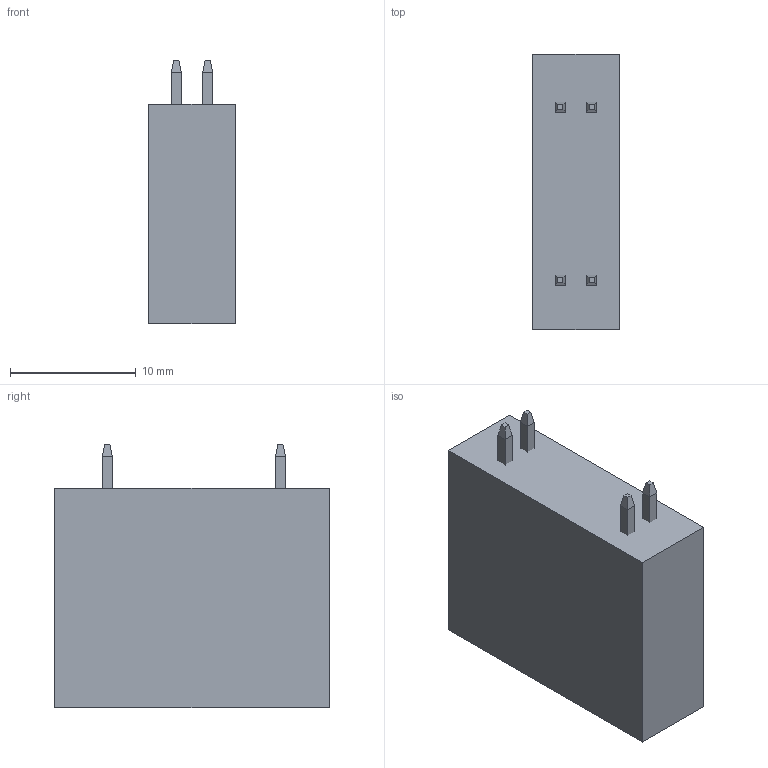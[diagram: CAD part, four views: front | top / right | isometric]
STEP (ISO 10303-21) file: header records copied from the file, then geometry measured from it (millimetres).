
FILE_DESCRIPTION(/* description */ (''),/* implementation_level */ '2;1');
FILE_NAME(/* name */ 'DB2EVH-2.5-2-2P-GN.stp',/* time_stamp */ '2023-05-23T12:50:48-07:00',/* author */ ('torba'),/* organization */ (''),/* preprocessor_version */ 'ST-DEVELOPER v19.2',/* originating_system */ 'Autodesk Inventor 2024',/* authorisation */ '');
FILE_SCHEMA (('AUTOMOTIVE_DESIGN { 1 0 10303 214 3 1 1 }'));
Length unit declared in the file: millimetre
Products named in the file (1): DB2EVH-2.5-2-2P-GN
Bounding box: 6.9 x 21.9 x 21 mm (x, y, z)
Volume: 2155.9 mm3; surface area: 2026.3 mm2
Topology: 5 solids, 5 shells, 76 faces, 160 edges, 97 vertices
Faces by surface type: plane 76
Entity records: 2092 total; most frequent: CARTESIAN_POINT 334, ORIENTED_EDGE 320, DIRECTION 314, LINE 160, VECTOR 160, EDGE_CURVE 160, VERTEX_POINT 96, STYLED_ITEM 81
